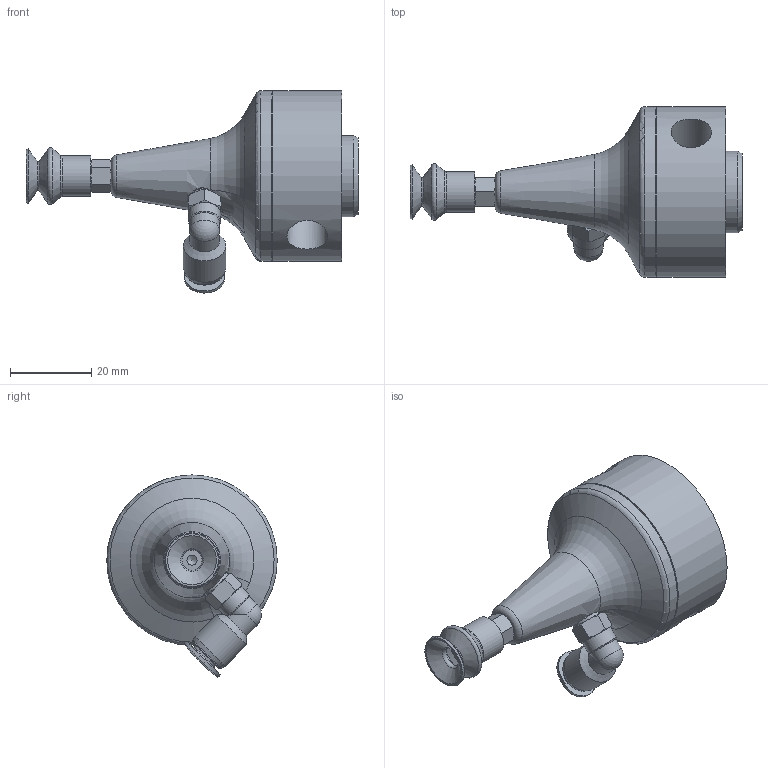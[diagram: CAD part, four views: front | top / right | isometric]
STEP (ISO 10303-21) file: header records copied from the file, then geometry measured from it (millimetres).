
FILE_DESCRIPTION(/* description */ ('CAx-IF Rec.Pracs.---Representation and Presentation of Product Manufacturing Information (PMI)---4.0---2014-10-13','CAx-IF Rec.Pracs.---3D Tessellated Geometry---0.4---2014-09-14','2;1'),/* implementation_level */ '2;1');
FILE_NAME(/* name */ 'LWS_VakuumGreifer_14',/* time_stamp */ '2020-09-29T15:29:16+02:00',/* author */ (''),/* organization */ (''),/* preprocessor_version */ 'ST-DEVELOPER v16.7',/* originating_system */ 'SIEMENS PLM Software NX 1919',/* authorisation */ $);
FILE_SCHEMA (('AP242_MANAGED_MODEL_BASED_3D_ENGINEERING_MIM_LF { 1 0 10303 442 1 1 4 }'));
Length unit declared in the file: millimetre
Products named in the file (5): LWS_VakuumGreifer_14; 0205_01_001_Handwechselsystem_Kopf_Staeubli_TX2-40; 153335 QSML-M5-6; 10_01_06_00379_stp; SW01_050_Handwechselsystem_Adapter_Vakuum_M6
Assembly tree (4 placements, depth 2):
  LWS_VakuumGreifer_14
    0205_01_001_Handwechselsystem_Kopf_Staeubli_TX2-40
    153335 QSML-M5-6
    10_01_06_00379_stp
    SW01_050_Handwechselsystem_Adapter_Vakuum_M6
Bounding box: 81.8 x 42 x 49.81 mm (x, y, z)
Volume: 36182.6 mm3; surface area: 16702 mm2
Topology: 4 solids, 4 shells, 174 faces, 397 edges, 250 vertices
Faces by surface type: plane 55, cylinder 54, cone 49, torus 13, sphere 2, bspline 1
Full cylindrical faces by diameter (mm): 2.1 x2, 2.5 x1, 4.2 x2, 5 x7, 5.5 x4, 5.797 x1, 6 x1, 7 x1, 7.6 x2, 7.875 x1, 8 x1, 9 x4, 9.696 x1, 9.938 x1, 10 x3, 10.5 x1, 16 x3, 20 x1, 42 x2
Entity records: 5510 total; most frequent: CARTESIAN_POINT 1114, DIRECTION 826, ORIENTED_EDGE 570, AXIS2_PLACEMENT_3D 424, FACE_BOUND 292, EDGE_LOOP 291, EDGE_CURVE 285, VERTEX_POINT 217
